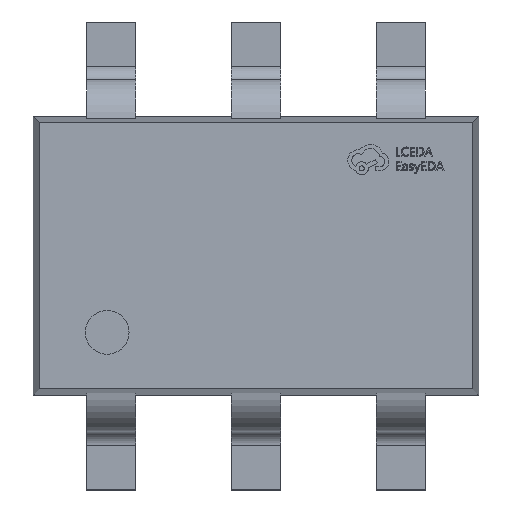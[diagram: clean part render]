
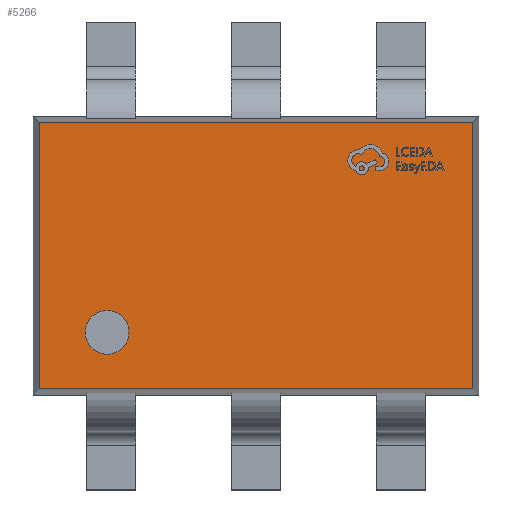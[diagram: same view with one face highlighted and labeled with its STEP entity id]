
A CAD part, top view. The second image highlights one B-rep face of the part: STEP entity #5266.
In plain terms, the highlighted planar face has unit normal (0, 0, 1).
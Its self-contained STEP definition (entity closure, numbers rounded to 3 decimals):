
#259 = CARTESIAN_POINT ( 'NONE',  ( -0.972, 0.597, 0.4 ) ) ;
#309 = CARTESIAN_POINT ( 'NONE',  ( -0.668, -0.344, 0.4 ) ) ;
#449 = VECTOR ( 'NONE', #1194, 1000. ) ;
#1194 = DIRECTION ( 'NONE',  ( 0., -1., 0. ) ) ;
#1199 = EDGE_CURVE ( 'NONE', #15659, #15989, #10919, .T. ) ;
#2363 = DIRECTION ( 'NONE',  ( 1., 0., 0. ) ) ;
#2381 = AXIS2_PLACEMENT_3D ( 'NONE', #309, #7068, #8436 ) ;
#2489 = ORIENTED_EDGE ( 'NONE', *, *, #1199, .T. ) ;
#2490 = ORIENTED_EDGE ( 'NONE', *, *, #2954, .T. ) ;
#2954 = EDGE_CURVE ( 'NONE', #15989, #8325, #13310, .T. ) ;
#3881 = CARTESIAN_POINT ( 'NONE',  ( -0.972, 0.625, 0.4 ) ) ;
#3887 = ORIENTED_EDGE ( 'NONE', *, *, #15240, .F. ) ;
#4032 = DIRECTION ( 'NONE',  ( 0., 0., 1. ) ) ;
#5105 = LINE ( 'NONE', #13343, #16080 ) ;
#5172 = EDGE_CURVE ( 'NONE', #8905, #15659, #12252, .T. ) ;
#5266 = ADVANCED_FACE ( 'NONE', ( #12083, #16315 ), #10663, .T. ) ;
#5311 = DIRECTION ( 'NONE',  ( 0., 0., 1. ) ) ;
#5577 = AXIS2_PLACEMENT_3D ( 'NONE', #11044, #5311, #16670 ) ;
#6420 = VECTOR ( 'NONE', #10573, 1000. ) ;
#7068 = DIRECTION ( 'NONE',  ( 0., 0., 1. ) ) ;
#7474 = ORIENTED_EDGE ( 'NONE', *, *, #7885, .T. ) ;
#7734 = CARTESIAN_POINT ( 'NONE',  ( -0.972, -0.597, 0.4 ) ) ;
#7885 = EDGE_CURVE ( 'NONE', #8325, #8905, #5105, .T. ) ;
#8322 = EDGE_CURVE ( 'NONE', #14794, #17249, #8906, .T. ) ;
#8325 = VERTEX_POINT ( 'NONE', #10775 ) ;
#8436 = DIRECTION ( 'NONE',  ( 1., 0., 0. ) ) ;
#8905 = VERTEX_POINT ( 'NONE', #12938 ) ;
#8906 = CIRCLE ( 'NONE', #12477, 0.098 ) ;
#10364 = CIRCLE ( 'NONE', #2381, 0.098 ) ;
#10573 = DIRECTION ( 'NONE',  ( -1., 0., 0. ) ) ;
#10663 = PLANE ( 'NONE',  #5577 ) ;
#10775 = CARTESIAN_POINT ( 'NONE',  ( 0.972, -0.597, 0.4 ) ) ;
#10919 = LINE ( 'NONE', #3881, #449 ) ;
#11044 = CARTESIAN_POINT ( 'NONE',  ( 0., 0., 0.4 ) ) ;
#11122 = ORIENTED_EDGE ( 'NONE', *, *, #8322, .F. ) ;
#11563 = CARTESIAN_POINT ( 'NONE',  ( -0.57, -0.344, 0.4 ) ) ;
#11868 = DIRECTION ( 'NONE',  ( 0., 1., 0. ) ) ;
#12083 = FACE_BOUND ( 'NONE', #14830, .T. ) ;
#12252 = LINE ( 'NONE', #13272, #6420 ) ;
#12277 = DIRECTION ( 'NONE',  ( 1., 0., 0. ) ) ;
#12477 = AXIS2_PLACEMENT_3D ( 'NONE', #14970, #4032, #12277 ) ;
#12938 = CARTESIAN_POINT ( 'NONE',  ( 0.972, 0.597, 0.4 ) ) ;
#13272 = CARTESIAN_POINT ( 'NONE',  ( -1., 0.597, 0.4 ) ) ;
#13310 = LINE ( 'NONE', #15073, #17881 ) ;
#13343 = CARTESIAN_POINT ( 'NONE',  ( 0.972, 0.625, 0.4 ) ) ;
#14794 = VERTEX_POINT ( 'NONE', #15274 ) ;
#14830 = EDGE_LOOP ( 'NONE', ( #3887, #11122 ) ) ;
#14970 = CARTESIAN_POINT ( 'NONE',  ( -0.668, -0.344, 0.4 ) ) ;
#15073 = CARTESIAN_POINT ( 'NONE',  ( -1., -0.597, 0.4 ) ) ;
#15240 = EDGE_CURVE ( 'NONE', #17249, #14794, #10364, .T. ) ;
#15274 = CARTESIAN_POINT ( 'NONE',  ( -0.767, -0.344, 0.4 ) ) ;
#15659 = VERTEX_POINT ( 'NONE', #259 ) ;
#15989 = VERTEX_POINT ( 'NONE', #7734 ) ;
#16058 = EDGE_LOOP ( 'NONE', ( #7474, #17415, #2489, #2490 ) ) ;
#16080 = VECTOR ( 'NONE', #11868, 1000. ) ;
#16315 = FACE_OUTER_BOUND ( 'NONE', #16058, .T. ) ;
#16670 = DIRECTION ( 'NONE',  ( 1., 0., 0. ) ) ;
#17249 = VERTEX_POINT ( 'NONE', #11563 ) ;
#17415 = ORIENTED_EDGE ( 'NONE', *, *, #5172, .T. ) ;
#17881 = VECTOR ( 'NONE', #2363, 1000. ) ;
